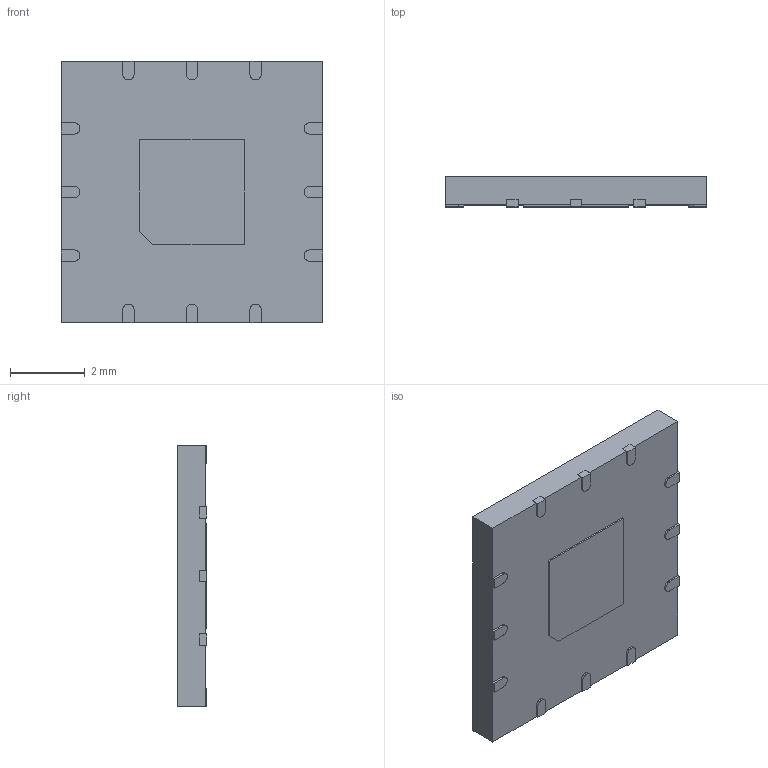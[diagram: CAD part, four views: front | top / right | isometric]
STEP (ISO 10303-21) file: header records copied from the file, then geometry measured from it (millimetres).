
FILE_DESCRIPTION (( 'STEP AP214' ), '1' );
FILE_NAME ('CP-12-8_adhv4702-1.pdf.STEP', '2023-12-07T01:26:43', ( '' ), ( '' ), 'SwSTEP 2.0', 'SolidWorks 2021', '' );
FILE_SCHEMA (( 'AUTOMOTIVE_DESIGN' ));
Length unit declared in the file: millimetre
Products named in the file (1): CP-12-8_adhv4702-1.pdf
Bounding box: 7 x 0.8 x 7 mm (x, y, z)
Volume: 37.2 mm3; surface area: 147.6 mm2
Topology: 15 solids, 15 shells, 152 faces, 360 edges, 240 vertices
Faces by surface type: plane 118, cylinder 34
Entity records: 4512 total; most frequent: CARTESIAN_POINT 753, DIRECTION 734, ORIENTED_EDGE 720, EDGE_CURVE 360, VECTOR 292, LINE 292, VERTEX_POINT 240, AXIS2_PLACEMENT_3D 221
